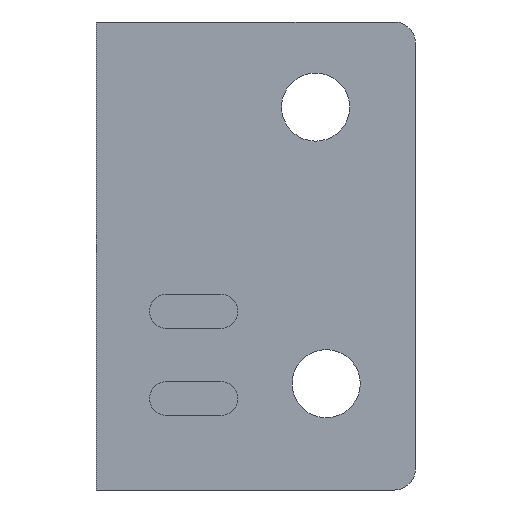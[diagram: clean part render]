
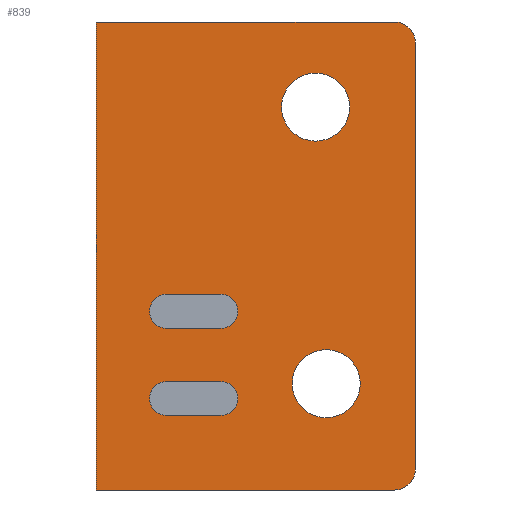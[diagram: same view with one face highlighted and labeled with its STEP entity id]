
A CAD part, front view. The second image highlights one B-rep face of the part: STEP entity #839.
In plain terms, the highlighted planar face has unit normal (0, -1, 0).
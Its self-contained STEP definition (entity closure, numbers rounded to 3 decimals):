
#19=FACE_BOUND('',#149,.T.);
#20=FACE_BOUND('',#150,.T.);
#21=FACE_BOUND('',#151,.T.);
#22=FACE_BOUND('',#152,.T.);
#24=CIRCLE('',#860,0.8);
#26=CIRCLE('',#864,0.8);
#28=CIRCLE('',#869,0.8);
#30=CIRCLE('',#873,0.8);
#32=CIRCLE('',#877,1.);
#42=CIRCLE('',#894,1.);
#46=CIRCLE('',#910,1.6);
#47=CIRCLE('',#912,1.6);
#100=FACE_OUTER_BOUND('',#148,.T.);
#148=EDGE_LOOP('',(#730,#731,#732,#733,#734,#735));
#149=EDGE_LOOP('',(#736,#737,#738,#739));
#150=EDGE_LOOP('',(#740,#741,#742,#743));
#151=EDGE_LOOP('',(#744));
#152=EDGE_LOOP('',(#745));
#157=LINE('',#1163,#249);
#162=LINE('',#1177,#254);
#165=LINE('',#1188,#257);
#170=LINE('',#1202,#262);
#178=LINE('',#1235,#270);
#197=LINE('',#1278,#289);
#245=LINE('',#1390,#337);
#246=LINE('',#1391,#338);
#249=VECTOR('',#931,10.);
#254=VECTOR('',#944,10.);
#257=VECTOR('',#957,10.);
#262=VECTOR('',#970,10.);
#270=VECTOR('',#1006,10.);
#289=VECTOR('',#1037,10.);
#337=VECTOR('',#1147,10.);
#338=VECTOR('',#1148,10.);
#341=VERTEX_POINT('',#1161);
#342=VERTEX_POINT('',#1162);
#345=VERTEX_POINT('',#1170);
#347=VERTEX_POINT('',#1176);
#349=VERTEX_POINT('',#1186);
#350=VERTEX_POINT('',#1187);
#353=VERTEX_POINT('',#1195);
#355=VERTEX_POINT('',#1201);
#357=VERTEX_POINT('',#1211);
#358=VERTEX_POINT('',#1212);
#365=VERTEX_POINT('',#1232);
#366=VERTEX_POINT('',#1234);
#384=VERTEX_POINT('',#1276);
#386=VERTEX_POINT('',#1282);
#409=VERTEX_POINT('',#1353);
#410=VERTEX_POINT('',#1357);
#418=EDGE_CURVE('',#341,#342,#157,.T.);
#422=EDGE_CURVE('',#345,#341,#24,.T.);
#425=EDGE_CURVE('',#347,#345,#162,.T.);
#428=EDGE_CURVE('',#342,#347,#26,.T.);
#430=EDGE_CURVE('',#349,#350,#165,.T.);
#434=EDGE_CURVE('',#353,#349,#28,.T.);
#437=EDGE_CURVE('',#355,#353,#170,.T.);
#440=EDGE_CURVE('',#350,#355,#30,.T.);
#442=EDGE_CURVE('',#357,#358,#32,.T.);
#453=EDGE_CURVE('',#366,#365,#178,.T.);
#475=EDGE_CURVE('',#358,#384,#197,.T.);
#478=EDGE_CURVE('',#384,#386,#42,.T.);
#514=EDGE_CURVE('',#409,#409,#46,.T.);
#516=EDGE_CURVE('',#410,#410,#47,.T.);
#531=EDGE_CURVE('',#386,#366,#245,.T.);
#532=EDGE_CURVE('',#357,#365,#246,.T.);
#730=ORIENTED_EDGE('',*,*,#442,.T.);
#731=ORIENTED_EDGE('',*,*,#475,.T.);
#732=ORIENTED_EDGE('',*,*,#478,.T.);
#733=ORIENTED_EDGE('',*,*,#531,.T.);
#734=ORIENTED_EDGE('',*,*,#453,.T.);
#735=ORIENTED_EDGE('',*,*,#532,.F.);
#736=ORIENTED_EDGE('',*,*,#418,.F.);
#737=ORIENTED_EDGE('',*,*,#422,.F.);
#738=ORIENTED_EDGE('',*,*,#425,.F.);
#739=ORIENTED_EDGE('',*,*,#428,.F.);
#740=ORIENTED_EDGE('',*,*,#430,.F.);
#741=ORIENTED_EDGE('',*,*,#434,.F.);
#742=ORIENTED_EDGE('',*,*,#437,.F.);
#743=ORIENTED_EDGE('',*,*,#440,.F.);
#744=ORIENTED_EDGE('',*,*,#514,.F.);
#745=ORIENTED_EDGE('',*,*,#516,.F.);
#796=PLANE('',#922);
#839=ADVANCED_FACE('',(#100,#19,#20,#21,#22),#796,.F.);
#860=AXIS2_PLACEMENT_3D('',#1171,#937,#938);
#864=AXIS2_PLACEMENT_3D('',#1182,#949,#950);
#869=AXIS2_PLACEMENT_3D('',#1196,#963,#964);
#873=AXIS2_PLACEMENT_3D('',#1207,#975,#976);
#877=AXIS2_PLACEMENT_3D('',#1213,#983,#984);
#894=AXIS2_PLACEMENT_3D('',#1284,#1043,#1044);
#910=AXIS2_PLACEMENT_3D('',#1355,#1107,#1108);
#912=AXIS2_PLACEMENT_3D('',#1359,#1112,#1113);
#922=AXIS2_PLACEMENT_3D('',#1389,#1145,#1146);
#931=DIRECTION('',(1.,0.,0.));
#937=DIRECTION('center_axis',(0.,-1.,0.));
#938=DIRECTION('ref_axis',(0.,0.,-1.));
#944=DIRECTION('',(-1.,0.,0.));
#949=DIRECTION('center_axis',(0.,-1.,0.));
#950=DIRECTION('ref_axis',(0.,0.,1.));
#957=DIRECTION('',(1.,0.,0.));
#963=DIRECTION('center_axis',(0.,-1.,0.));
#964=DIRECTION('ref_axis',(0.,0.,-1.));
#970=DIRECTION('',(-1.,0.,0.));
#975=DIRECTION('center_axis',(0.,-1.,0.));
#976=DIRECTION('ref_axis',(0.,0.,1.));
#983=DIRECTION('center_axis',(0.,-1.,0.));
#984=DIRECTION('ref_axis',(0.707,0.,-0.707));
#1006=DIRECTION('',(0.,0.,-1.));
#1037=DIRECTION('',(0.,0.,1.));
#1043=DIRECTION('center_axis',(0.,-1.,0.));
#1044=DIRECTION('ref_axis',(0.707,0.,0.707));
#1107=DIRECTION('center_axis',(0.,-1.,0.));
#1108=DIRECTION('ref_axis',(1.,0.,0.));
#1112=DIRECTION('center_axis',(0.,-1.,0.));
#1113=DIRECTION('ref_axis',(1.,0.,0.));
#1145=DIRECTION('center_axis',(0.,1.,0.));
#1146=DIRECTION('ref_axis',(0.,0.,-1.));
#1147=DIRECTION('',(-1.,0.,0.));
#1148=DIRECTION('',(-1.,0.,0.));
#1161=CARTESIAN_POINT('',(9.3,0.,-3.4));
#1162=CARTESIAN_POINT('',(11.84,0.,-3.4));
#1163=CARTESIAN_POINT('',(10.65,0.,-3.4));
#1170=CARTESIAN_POINT('',(9.3,0.,-1.8));
#1171=CARTESIAN_POINT('Origin',(9.3,0.,-2.6));
#1176=CARTESIAN_POINT('',(11.84,0.,-1.8));
#1177=CARTESIAN_POINT('',(11.92,0.,-1.8));
#1182=CARTESIAN_POINT('Origin',(11.84,0.,-2.6));
#1186=CARTESIAN_POINT('',(9.3,0.,-7.5));
#1187=CARTESIAN_POINT('',(11.84,0.,-7.5));
#1188=CARTESIAN_POINT('',(10.65,0.,-7.5));
#1195=CARTESIAN_POINT('',(9.3,0.,-5.9));
#1196=CARTESIAN_POINT('Origin',(9.3,0.,-6.7));
#1201=CARTESIAN_POINT('',(11.84,0.,-5.9));
#1202=CARTESIAN_POINT('',(11.92,0.,-5.9));
#1207=CARTESIAN_POINT('Origin',(11.84,0.,-6.7));
#1211=CARTESIAN_POINT('',(20.,0.,-11.));
#1212=CARTESIAN_POINT('',(21.,0.,-10.));
#1213=CARTESIAN_POINT('Origin',(20.,0.,-10.));
#1232=CARTESIAN_POINT('',(6.,0.,-11.));
#1234=CARTESIAN_POINT('',(6.,0.,11.));
#1235=CARTESIAN_POINT('',(6.,0.,-11.));
#1276=CARTESIAN_POINT('',(21.,0.,10.));
#1278=CARTESIAN_POINT('',(21.,0.,-11.));
#1282=CARTESIAN_POINT('',(20.,0.,11.));
#1284=CARTESIAN_POINT('Origin',(20.,0.,10.));
#1353=CARTESIAN_POINT('',(15.2,0.,-6.));
#1355=CARTESIAN_POINT('Origin',(16.8,0.,-6.));
#1357=CARTESIAN_POINT('',(14.7,0.,7.));
#1359=CARTESIAN_POINT('Origin',(16.3,0.,7.));
#1389=CARTESIAN_POINT('Origin',(12.,0.,11.));
#1390=CARTESIAN_POINT('',(12.,0.,11.));
#1391=CARTESIAN_POINT('',(12.,0.,-11.));
